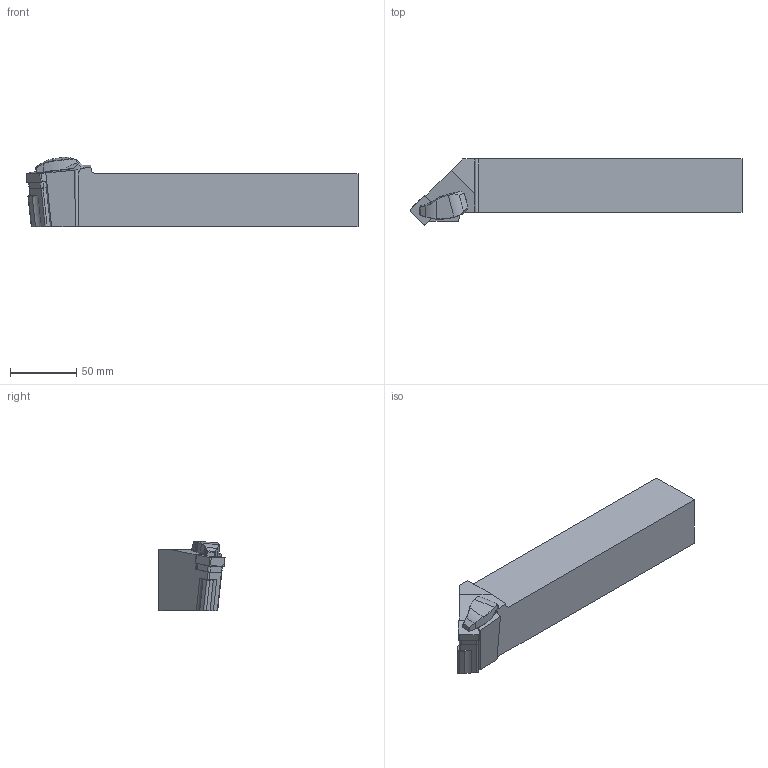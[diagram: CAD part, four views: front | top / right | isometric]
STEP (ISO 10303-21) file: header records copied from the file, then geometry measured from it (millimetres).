
FILE_DESCRIPTION(/* description */ (''),/* implementation_level */ '2;1');
FILE_NAME(/* name */ 'TSSNR-4040-S15-H.stp',/* time_stamp */ '2023-10-17T14:39:43+03:00',/* author */ (''),/* organization */ (''),/* preprocessor_version */ 'ST-DEVELOPER v19.4',/* originating_system */ 'SIEMENS PLM Software NX2306.3001',/* authorisation */ '');
FILE_SCHEMA (('AUTOMOTIVE_DESIGN { 1 0 10303 214 3 1 1 1 }'));
Length unit declared in the file: millimetre
Products named in the file (1): TSSNR-4040-S15-H
Bounding box: 249.66 x 49.67 x 52.44 mm (x, y, z)
Volume: 382761.7 mm3; surface area: 43786.9 mm2
Topology: 2 solids, 2 shells, 127 faces, 330 edges, 208 vertices
Faces by surface type: plane 63, cylinder 24, bspline 21, cone 14, torus 3, extrusion 2
Entity records: 4097 total; most frequent: CARTESIAN_POINT 1153, ORIENTED_EDGE 660, DIRECTION 521, EDGE_CURVE 330, VERTEX_POINT 208, AXIS2_PLACEMENT_3D 174, VECTOR 173, LINE 171
